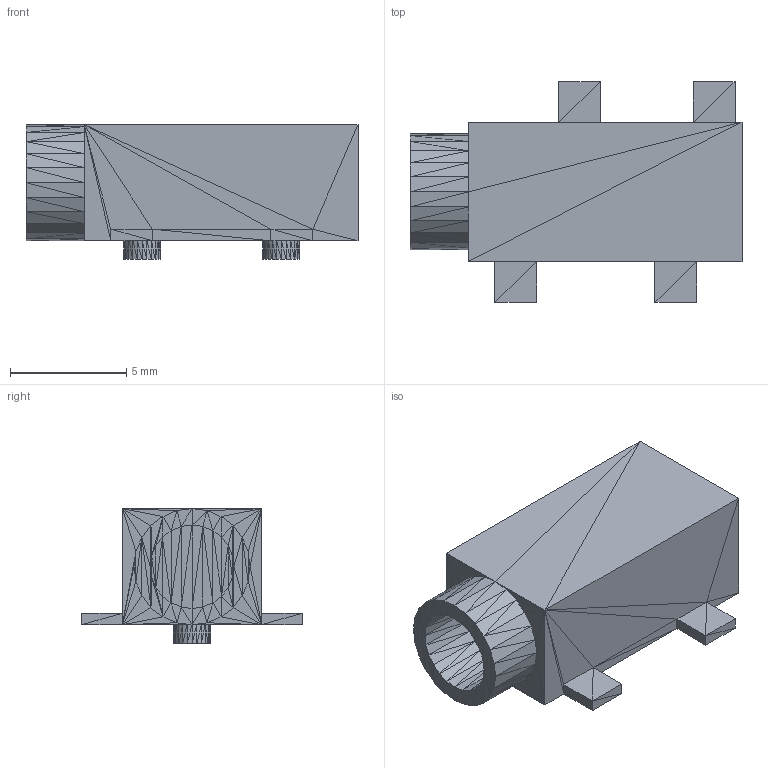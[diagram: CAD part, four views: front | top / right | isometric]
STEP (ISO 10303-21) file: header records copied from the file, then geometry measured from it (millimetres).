
FILE_DESCRIPTION(('FreeCAD Model'),'2;1');
FILE_NAME('Open CASCADE Shape Model','2023-05-21T07:34:21',('Author'),( ''),'Open CASCADE STEP processor 7.6','FreeCAD','Unknown');
FILE_SCHEMA(('AUTOMOTIVE_DESIGN { 1 0 10303 214 1 1 1 1 }'));
Length unit declared in the file: millimetre
Products named in the file (1): PJ_327C001 (Solid)
Bounding box: 14.3 x 9.5 x 5.8 mm (x, y, z)
Volume: 386.9 mm3; surface area: 427.2 mm2
Topology: 1 solids, 1 shells, 476 faces, 714 edges, 240 vertices
Faces by surface type: plane 476
Entity records: 18598 total; most frequent: DIRECTION 3096, CARTESIAN_POINT 2859, LINE 2142, VECTOR 2142, ORIENTED_EDGE 1428, PCURVE 1428, DEFINITIONAL_REPRESENTATION 1428, EDGE_CURVE 714
